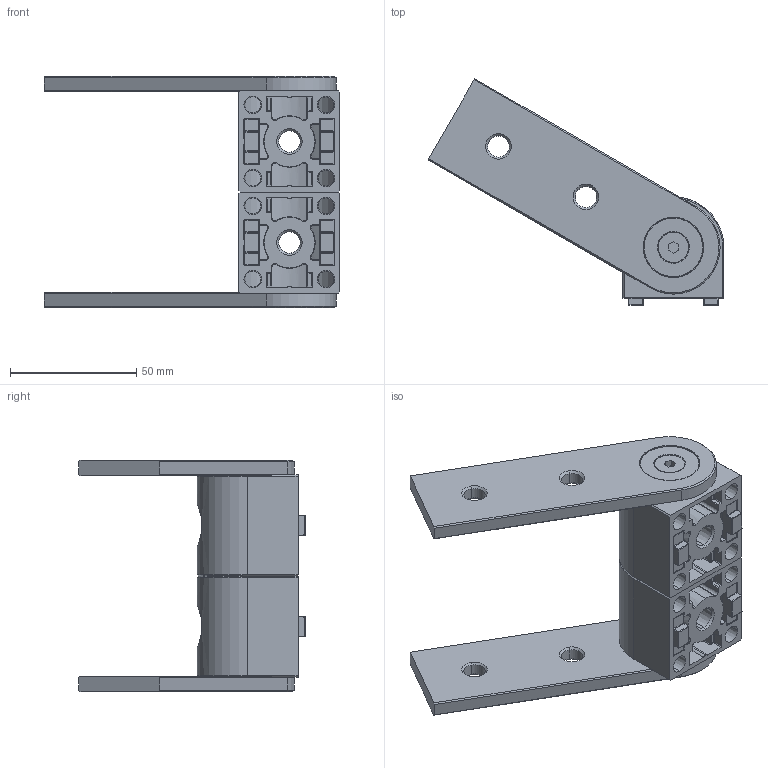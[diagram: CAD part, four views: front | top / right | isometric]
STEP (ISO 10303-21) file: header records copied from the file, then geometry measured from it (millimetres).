
FILE_DESCRIPTION (( 'STEP AP214' ), '1' );
FILE_NAME ('Transept Giltec-GV240.STEP', '2016-10-13T17:42:28', ( 'Windows User' ), ( '' ), 'SwSTEP 2.0', 'SolidWorks 2016', '' );
FILE_SCHEMA (( 'AUTOMOTIVE_DESIGN' ));
Length unit declared in the file: millimetre
Products named in the file (1): Transept Giltec-GV240
Bounding box: 117.15 x 89.57 x 91.5 mm (x, y, z)
Surface area: 44508.3 mm2 (no closed solid volume)
Topology: 0 solids, 12 shells, 468 faces, 1378 edges, 892 vertices
Faces by surface type: plane 156, cylinder 156, cone 98, bspline 58
Entity records: 23041 total; most frequent: CARTESIAN_POINT 6105, DIRECTION 2416, ORIENTED_EDGE 2283, EDGE_CURVE 1370, VERTEX_POINT 892, AXIS2_PLACEMENT_3D 835, VECTOR 746, LINE 746
